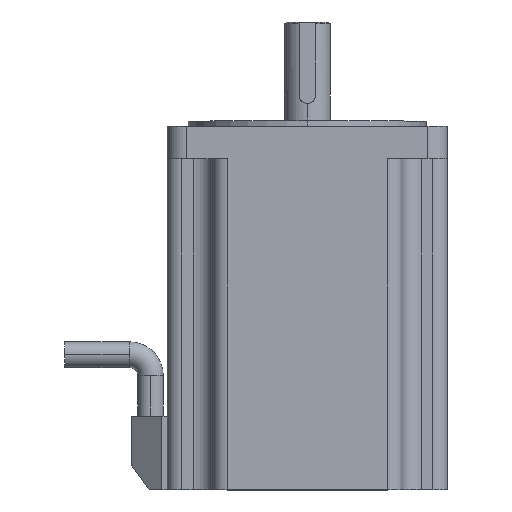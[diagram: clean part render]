
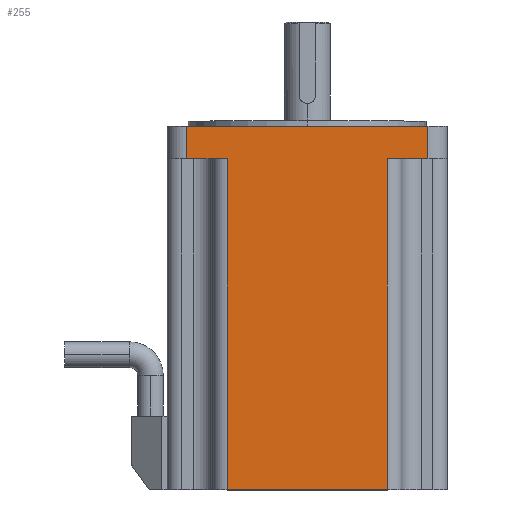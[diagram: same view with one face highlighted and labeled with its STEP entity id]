
A CAD part, top view. The second image highlights one B-rep face of the part: STEP entity #255.
In plain terms, the highlighted planar face has unit normal (0, 0, 1).
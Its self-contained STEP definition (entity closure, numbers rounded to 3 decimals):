
#34 = ORIENTED_EDGE ( 'NONE', *, *, #863, .F. ) ;
#43 = CARTESIAN_POINT ( 'NONE',  ( -37., 111.5, 43. ) ) ;
#47 = EDGE_CURVE ( 'NONE', #628, #2186, #790, .T. ) ;
#129 = CARTESIAN_POINT ( 'NONE',  ( 24.55, 101.5, 43. ) ) ;
#159 = DIRECTION ( 'NONE',  ( 1., 0., 0. ) ) ;
#219 = CARTESIAN_POINT ( 'NONE',  ( 37., 111.5, 43. ) ) ;
#255 = ADVANCED_FACE ( 'NONE', ( #1564 ), #2288, .F. ) ;
#265 = CARTESIAN_POINT ( 'NONE',  ( -37., 111.5, 43. ) ) ;
#273 = ORIENTED_EDGE ( 'NONE', *, *, #709, .T. ) ;
#274 = CARTESIAN_POINT ( 'NONE',  ( -37., 101.5, 43. ) ) ;
#321 = CARTESIAN_POINT ( 'NONE',  ( 37., 111.5, 43. ) ) ;
#410 = ORIENTED_EDGE ( 'NONE', *, *, #548, .T. ) ;
#434 = AXIS2_PLACEMENT_3D ( 'NONE', #677, #1391, #2114 ) ;
#544 = VERTEX_POINT ( 'NONE', #1165 ) ;
#548 = EDGE_CURVE ( 'NONE', #1828, #890, #1881, .T. ) ;
#558 = ORIENTED_EDGE ( 'NONE', *, *, #1640, .F. ) ;
#578 = VECTOR ( 'NONE', #159, 1000. ) ;
#628 = VERTEX_POINT ( 'NONE', #129 ) ;
#675 = EDGE_CURVE ( 'NONE', #628, #1753, #2295, .T. ) ;
#677 = CARTESIAN_POINT ( 'NONE',  ( -24.55, 101.5, 43. ) ) ;
#682 = CARTESIAN_POINT ( 'NONE',  ( -24.55, 101.5, 43. ) ) ;
#683 = CARTESIAN_POINT ( 'NONE',  ( -37., 101.5, 43. ) ) ;
#709 = EDGE_CURVE ( 'NONE', #1789, #2186, #1047, .T. ) ;
#751 = DIRECTION ( 'NONE',  ( 0., -1., 0. ) ) ;
#790 = LINE ( 'NONE', #1509, #1649 ) ;
#836 = VECTOR ( 'NONE', #991, 1000. ) ;
#863 = EDGE_CURVE ( 'NONE', #1298, #1753, #1829, .T. ) ;
#874 = ORIENTED_EDGE ( 'NONE', *, *, #47, .F. ) ;
#890 = VERTEX_POINT ( 'NONE', #1299 ) ;
#930 = DIRECTION ( 'NONE',  ( 0., -1., 0. ) ) ;
#977 = DIRECTION ( 'NONE',  ( 1., 0., 0. ) ) ;
#991 = DIRECTION ( 'NONE',  ( 1., 0., 0. ) ) ;
#1041 = VECTOR ( 'NONE', #1395, 1000. ) ;
#1042 = CARTESIAN_POINT ( 'NONE',  ( -24.55, 0., 43. ) ) ;
#1047 = LINE ( 'NONE', #1769, #578 ) ;
#1165 = CARTESIAN_POINT ( 'NONE',  ( -37., 111.5, 43. ) ) ;
#1188 = VECTOR ( 'NONE', #1397, 1000. ) ;
#1298 = VERTEX_POINT ( 'NONE', #321 ) ;
#1299 = CARTESIAN_POINT ( 'NONE',  ( -24.55, 101.5, 43. ) ) ;
#1324 = EDGE_CURVE ( 'NONE', #890, #1789, #2293, .T. ) ;
#1391 = DIRECTION ( 'NONE',  ( 0., 0., -1. ) ) ;
#1395 = DIRECTION ( 'NONE',  ( 0., -1., 0. ) ) ;
#1397 = DIRECTION ( 'NONE',  ( 1., 0., 0. ) ) ;
#1509 = CARTESIAN_POINT ( 'NONE',  ( 24.55, 101.5, 43. ) ) ;
#1564 = FACE_OUTER_BOUND ( 'NONE', #1771, .T. ) ;
#1640 = EDGE_CURVE ( 'NONE', #544, #1298, #1874, .T. ) ;
#1649 = VECTOR ( 'NONE', #2233, 1000. ) ;
#1650 = LINE ( 'NONE', #43, #2157 ) ;
#1702 = CARTESIAN_POINT ( 'NONE',  ( 24.55, 0., 43. ) ) ;
#1753 = VERTEX_POINT ( 'NONE', #2276 ) ;
#1769 = CARTESIAN_POINT ( 'NONE',  ( -24.55, 0., 43. ) ) ;
#1771 = EDGE_LOOP ( 'NONE', ( #273, #874, #1965, #34, #558, #2286, #410, #2275 ) ) ;
#1789 = VERTEX_POINT ( 'NONE', #1042 ) ;
#1828 = VERTEX_POINT ( 'NONE', #2135 ) ;
#1829 = LINE ( 'NONE', #219, #1884 ) ;
#1874 = LINE ( 'NONE', #265, #1941 ) ;
#1881 = LINE ( 'NONE', #274, #836 ) ;
#1884 = VECTOR ( 'NONE', #930, 1000. ) ;
#1941 = VECTOR ( 'NONE', #977, 1000. ) ;
#1965 = ORIENTED_EDGE ( 'NONE', *, *, #675, .T. ) ;
#1989 = EDGE_CURVE ( 'NONE', #544, #1828, #1650, .T. ) ;
#2114 = DIRECTION ( 'NONE',  ( -1., 0., 0. ) ) ;
#2135 = CARTESIAN_POINT ( 'NONE',  ( -37., 101.5, 43. ) ) ;
#2157 = VECTOR ( 'NONE', #751, 1000. ) ;
#2186 = VERTEX_POINT ( 'NONE', #1702 ) ;
#2233 = DIRECTION ( 'NONE',  ( 0., -1., 0. ) ) ;
#2275 = ORIENTED_EDGE ( 'NONE', *, *, #1324, .T. ) ;
#2276 = CARTESIAN_POINT ( 'NONE',  ( 37., 101.5, 43. ) ) ;
#2286 = ORIENTED_EDGE ( 'NONE', *, *, #1989, .T. ) ;
#2288 = PLANE ( 'NONE',  #434 ) ;
#2293 = LINE ( 'NONE', #682, #1041 ) ;
#2295 = LINE ( 'NONE', #683, #1188 ) ;
